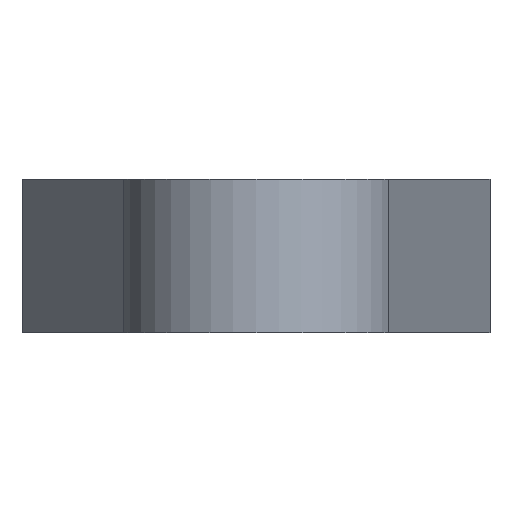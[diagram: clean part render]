
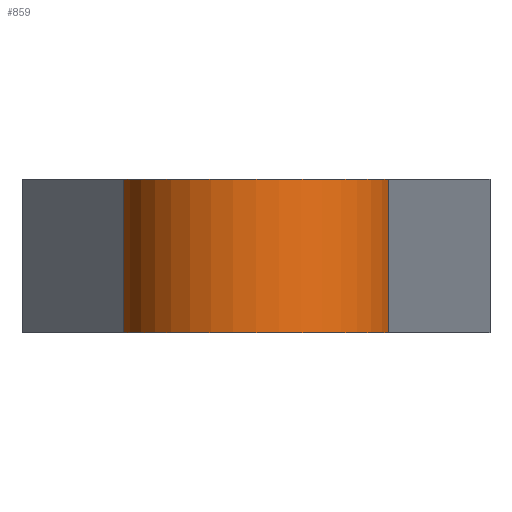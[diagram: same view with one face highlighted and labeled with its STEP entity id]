
A CAD part, front view. The second image highlights one B-rep face of the part: STEP entity #859.
In plain terms, the highlighted cylindrical face has radius 5.174 mm (diameter 10.348 mm), a partial arc.
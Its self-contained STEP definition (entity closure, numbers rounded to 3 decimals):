
#16 = CYLINDRICAL_SURFACE ( 'NONE', #206, 5.174 ) ;
#26 = VECTOR ( 'NONE', #629, 1000. ) ;
#34 = CARTESIAN_POINT ( 'NONE',  ( 787.659, 440.119, 5.85 ) ) ;
#127 = AXIS2_PLACEMENT_3D ( 'NONE', #34, #496, #404 ) ;
#164 = DIRECTION ( 'NONE',  ( 0., 0., 1. ) ) ;
#193 = CARTESIAN_POINT ( 'NONE',  ( 782.615, 438.967, 0. ) ) ;
#206 = AXIS2_PLACEMENT_3D ( 'NONE', #717, #796, #1141 ) ;
#212 = VERTEX_POINT ( 'NONE', #572 ) ;
#306 = VERTEX_POINT ( 'NONE', #1106 ) ;
#307 = EDGE_CURVE ( 'NONE', #598, #306, #811, .T. ) ;
#374 = CARTESIAN_POINT ( 'NONE',  ( 782.615, 438.967, 5.85 ) ) ;
#394 = VECTOR ( 'NONE', #833, 1000. ) ;
#404 = DIRECTION ( 'NONE',  ( 1., 0., 0. ) ) ;
#435 = LINE ( 'NONE', #981, #26 ) ;
#459 = CARTESIAN_POINT ( 'NONE',  ( 787.659, 440.119, 0. ) ) ;
#495 = FACE_OUTER_BOUND ( 'NONE', #1121, .T. ) ;
#496 = DIRECTION ( 'NONE',  ( 0., 0., 1. ) ) ;
#540 = AXIS2_PLACEMENT_3D ( 'NONE', #459, #164, #709 ) ;
#545 = CARTESIAN_POINT ( 'NONE',  ( 782.615, 438.967, 5.85 ) ) ;
#558 = EDGE_CURVE ( 'NONE', #947, #212, #659, .T. ) ;
#572 = CARTESIAN_POINT ( 'NONE',  ( 792.703, 438.967, 0. ) ) ;
#598 = VERTEX_POINT ( 'NONE', #545 ) ;
#629 = DIRECTION ( 'NONE',  ( 0., 0., -1. ) ) ;
#659 = CIRCLE ( 'NONE', #540, 5.174 ) ;
#670 = LINE ( 'NONE', #374, #394 ) ;
#709 = DIRECTION ( 'NONE',  ( 1., 0., 0. ) ) ;
#717 = CARTESIAN_POINT ( 'NONE',  ( 787.659, 440.119, 5.85 ) ) ;
#796 = DIRECTION ( 'NONE',  ( 0., 0., -1. ) ) ;
#811 = CIRCLE ( 'NONE', #127, 5.174 ) ;
#833 = DIRECTION ( 'NONE',  ( 0., 0., -1. ) ) ;
#859 = ADVANCED_FACE ( 'NONE', ( #495 ), #16, .T. ) ;
#863 = ORIENTED_EDGE ( 'NONE', *, *, #307, .F. ) ;
#879 = EDGE_CURVE ( 'NONE', #306, #212, #435, .T. ) ;
#892 = ORIENTED_EDGE ( 'NONE', *, *, #558, .T. ) ;
#936 = ORIENTED_EDGE ( 'NONE', *, *, #879, .F. ) ;
#947 = VERTEX_POINT ( 'NONE', #193 ) ;
#953 = ORIENTED_EDGE ( 'NONE', *, *, #980, .T. ) ;
#980 = EDGE_CURVE ( 'NONE', #598, #947, #670, .T. ) ;
#981 = CARTESIAN_POINT ( 'NONE',  ( 792.703, 438.967, 5.85 ) ) ;
#1106 = CARTESIAN_POINT ( 'NONE',  ( 792.703, 438.967, 5.85 ) ) ;
#1121 = EDGE_LOOP ( 'NONE', ( #892, #936, #863, #953 ) ) ;
#1141 = DIRECTION ( 'NONE',  ( -1., 0., 0. ) ) ;
